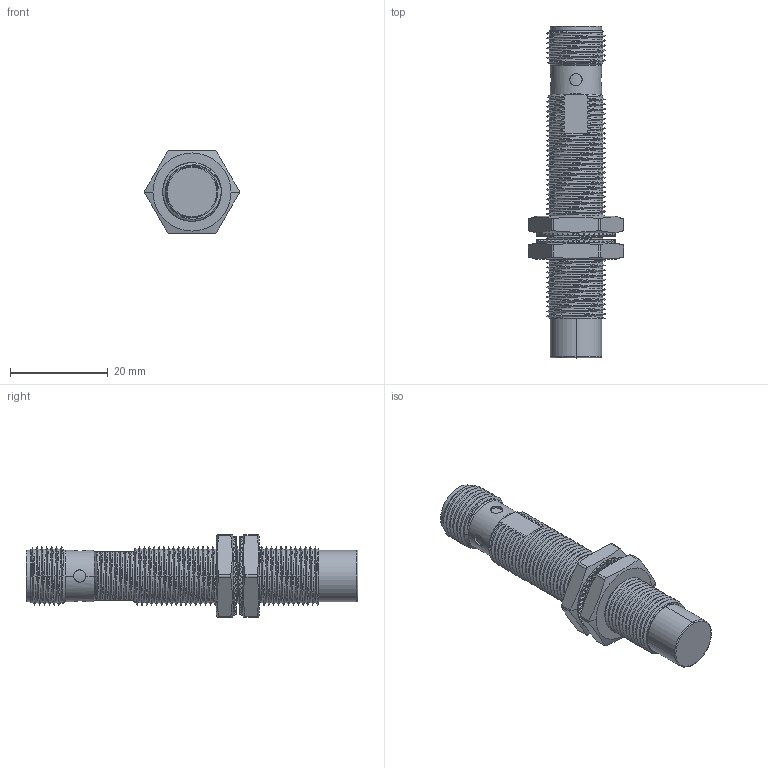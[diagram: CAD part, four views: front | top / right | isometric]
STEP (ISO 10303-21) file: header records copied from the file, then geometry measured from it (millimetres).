
FILE_DESCRIPTION(/* description */ (''),/* implementation_level */ '2;1');
FILE_NAME(/* name */ 'CAD_SI_ZG12-N-PN-Q12_V1.0(总长调到68).stp',/* time_stamp */ '2026-01-04T17:12:03+08:00',/* author */ (''),/* organization */ (''),/* preprocessor_version */ 'ST-DEVELOPER v16',/* originating_system */ 'SIEMENS PLM Software NX 10.0',/* authorisation */ '');
FILE_SCHEMA (('AUTOMOTIVE_DESIGN { 1 0 10303 214 3 1 1 1 }'));
Length unit declared in the file: millimetre
Products named in the file (1): Admi0744F406beoo
Bounding box: 19.48 x 68 x 17 mm (x, y, z)
Volume: 7162.7 mm3; surface area: 5755.1 mm2
Topology: 3 solids, 4 shells, 696 faces, 1990 edges, 1312 vertices
Faces by surface type: cylinder 370, plane 225, bspline 63, cone 24, sphere 8, torus 6
Full cylindrical faces by diameter (mm): 10.5 x1
Entity records: 38511 total; most frequent: CARTESIAN_POINT 22608, ORIENTED_EDGE 3976, DIRECTION 2202, EDGE_CURVE 1988, VERTEX_POINT 1311, B_SPLINE_CURVE_WITH_KNOTS 1200, AXIS2_PLACEMENT_3D 780, EDGE_LOOP 713
